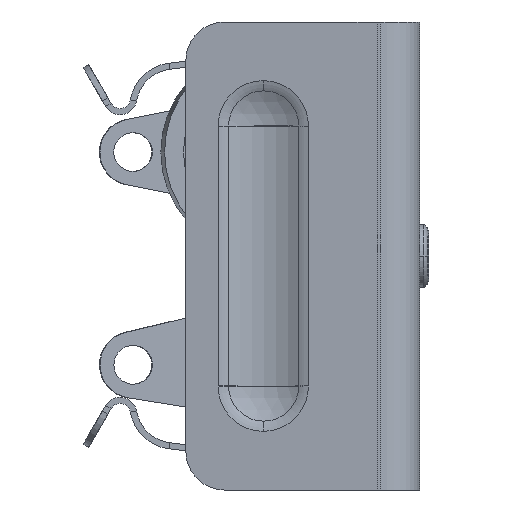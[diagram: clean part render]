
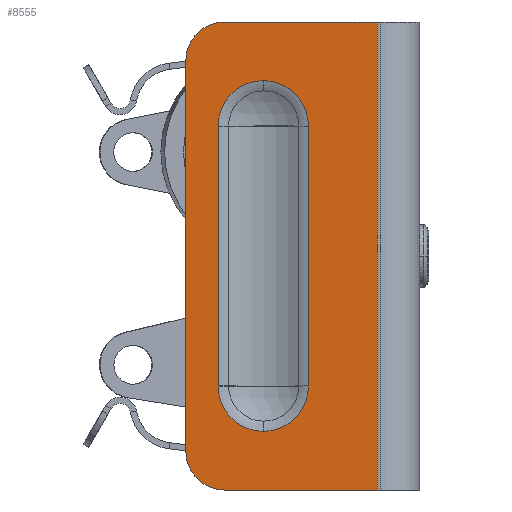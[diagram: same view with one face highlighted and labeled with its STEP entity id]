
A CAD part, left-side view. The second image highlights one B-rep face of the part: STEP entity #8555.
In plain terms, the highlighted planar face has unit normal (-0.996, 0.087, 0).
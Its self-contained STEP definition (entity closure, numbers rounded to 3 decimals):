
#1069 = AXIS2_PLACEMENT_3D ( 'NONE', #1082, #1083, #1085 ) ;
#1082 = CARTESIAN_POINT ( 'NONE',  ( -17.36, 1.25, -11.074 ) ) ;
#1083 = DIRECTION ( 'NONE',  ( 0.996, -0.087, 0. ) ) ;
#1085 = DIRECTION ( 'NONE',  ( 0., 0., 1. ) ) ;
#1092 = CIRCLE ( 'NONE', #1069, 2.769 ) ;
#1456 = CARTESIAN_POINT ( 'NONE',  ( -17.36, 1.25, 7.57 ) ) ;
#1674 = DIRECTION ( 'NONE',  ( 0.996, -0.087, 0. ) ) ;
#1675 = CARTESIAN_POINT ( 'NONE',  ( -17.36, 1.25, 4.801 ) ) ;
#1676 = AXIS2_PLACEMENT_3D ( 'NONE', #1675, #1674, #1677 ) ;
#1677 = DIRECTION ( 'NONE',  ( 0., 0., -1. ) ) ;
#1689 = CIRCLE ( 'NONE', #1676, 2.769 ) ;
#5077 = EDGE_CURVE ( 'NONE', #5360, #5189, #1092, .T. ) ;
#5189 = VERTEX_POINT ( 'NONE', #11472 ) ;
#5231 = VERTEX_POINT ( 'NONE', #11537 ) ;
#5360 = VERTEX_POINT ( 'NONE', #11976 ) ;
#5450 = VERTEX_POINT ( 'NONE', #1456 ) ;
#5460 = EDGE_CURVE ( 'NONE', #5450, #5231, #1689, .T. ) ;
#6635 = EDGE_CURVE ( 'NONE', #6735, #6775, #14305, .T. ) ;
#6735 = VERTEX_POINT ( 'NONE', #14404 ) ;
#6775 = VERTEX_POINT ( 'NONE', #14471 ) ;
#8500 = ORIENTED_EDGE ( 'NONE', *, *, #8509, .T. ) ;
#8508 = VERTEX_POINT ( 'NONE', #15090 ) ;
#8509 = EDGE_CURVE ( 'NONE', #12740, #5450, #15089, .T. ) ;
#8513 = EDGE_LOOP ( 'NONE', ( #8531, #8532, #8534, #8500, #8523, #8524 ) ) ;
#8518 = EDGE_CURVE ( 'NONE', #8508, #5360, #15143, .T. ) ;
#8523 = ORIENTED_EDGE ( 'NONE', *, *, #5460, .T. ) ;
#8524 = ORIENTED_EDGE ( 'NONE', *, *, #8567, .T. ) ;
#8525 = EDGE_LOOP ( 'NONE', ( #8556, #8557, #8558, #8564, #8565, #8540 ) ) ;
#8531 = ORIENTED_EDGE ( 'NONE', *, *, #8518, .T. ) ;
#8532 = ORIENTED_EDGE ( 'NONE', *, *, #5077, .T. ) ;
#8534 = ORIENTED_EDGE ( 'NONE', *, *, #8563, .T. ) ;
#8540 = ORIENTED_EDGE ( 'NONE', *, *, #12749, .T. ) ;
#8555 = ADVANCED_FACE ( 'NONE', ( #15211, #15210 ), #15252, .T. ) ;
#8556 = ORIENTED_EDGE ( 'NONE', *, *, #12950, .T. ) ;
#8557 = ORIENTED_EDGE ( 'NONE', *, *, #12241, .T. ) ;
#8558 = ORIENTED_EDGE ( 'NONE', *, *, #8559, .F. ) ;
#8559 = EDGE_CURVE ( 'NONE', #6775, #12347, #15251, .T. ) ;
#8563 = EDGE_CURVE ( 'NONE', #5189, #12740, #15279, .T. ) ;
#8564 = ORIENTED_EDGE ( 'NONE', *, *, #6635, .F. ) ;
#8565 = ORIENTED_EDGE ( 'NONE', *, *, #8566, .T. ) ;
#8566 = EDGE_CURVE ( 'NONE', #6735, #11094, #15271, .T. ) ;
#8567 = EDGE_CURVE ( 'NONE', #5231, #8508, #15267, .T. ) ;
#11094 = VERTEX_POINT ( 'NONE', #17294 ) ;
#11472 = CARTESIAN_POINT ( 'NONE',  ( -17.119, 4.008, -11.074 ) ) ;
#11537 = CARTESIAN_POINT ( 'NONE',  ( -17.601, -1.508, 4.801 ) ) ;
#11976 = CARTESIAN_POINT ( 'NONE',  ( -17.36, 1.25, -13.843 ) ) ;
#12203 = VERTEX_POINT ( 'NONE', #17388 ) ;
#12241 = EDGE_CURVE ( 'NONE', #12203, #12347, #17426, .T. ) ;
#12347 = VERTEX_POINT ( 'NONE', #17411 ) ;
#12455 = VERTEX_POINT ( 'NONE', #17445 ) ;
#12740 = VERTEX_POINT ( 'NONE', #17507 ) ;
#12749 = EDGE_CURVE ( 'NONE', #11094, #12455, #17501, .T. ) ;
#12950 = EDGE_CURVE ( 'NONE', #12455, #12203, #17564, .T. ) ;
#14301 = DIRECTION ( 'NONE',  ( 0., 0., -1. ) ) ;
#14302 = VECTOR ( 'NONE', #14301, 1000. ) ;
#14303 = CARTESIAN_POINT ( 'NONE',  ( -17.968, -5.698, 11.151 ) ) ;
#14305 = LINE ( 'NONE', #14303, #14302 ) ;
#14404 = CARTESIAN_POINT ( 'NONE',  ( -17.968, -5.698, 11.151 ) ) ;
#14471 = CARTESIAN_POINT ( 'NONE',  ( -17.968, -5.698, -17.424 ) ) ;
#15086 = DIRECTION ( 'NONE',  ( 0.996, -0.087, 0. ) ) ;
#15087 = CARTESIAN_POINT ( 'NONE',  ( -17.36, 1.25, 4.801 ) ) ;
#15088 = AXIS2_PLACEMENT_3D ( 'NONE', #15087, #15086, #15145 ) ;
#15089 = CIRCLE ( 'NONE', #15088, 2.769 ) ;
#15090 = CARTESIAN_POINT ( 'NONE',  ( -17.601, -1.508, -11.074 ) ) ;
#15139 = DIRECTION ( 'NONE',  ( 0., 0., 1. ) ) ;
#15140 = DIRECTION ( 'NONE',  ( 0.996, -0.087, 0. ) ) ;
#15141 = CARTESIAN_POINT ( 'NONE',  ( -17.36, 1.25, -11.074 ) ) ;
#15142 = AXIS2_PLACEMENT_3D ( 'NONE', #15141, #15140, #15139 ) ;
#15143 = CIRCLE ( 'NONE', #15142, 2.769 ) ;
#15145 = DIRECTION ( 'NONE',  ( 0., 0., -1. ) ) ;
#15210 = FACE_OUTER_BOUND ( 'NONE', #8525, .T. ) ;
#15211 = FACE_BOUND ( 'NONE', #8513, .T. ) ;
#15243 = DIRECTION ( 'NONE',  ( 0.087, 0.996, 0. ) ) ;
#15244 = VECTOR ( 'NONE', #15243, 1000. ) ;
#15245 = CARTESIAN_POINT ( 'NONE',  ( -17.968, -5.698, -17.424 ) ) ;
#15247 = DIRECTION ( 'NONE',  ( -0.087, -0.996, 0. ) ) ;
#15248 = DIRECTION ( 'NONE',  ( -0.996, 0.087, 0. ) ) ;
#15249 = CARTESIAN_POINT ( 'NONE',  ( -17.968, -5.698, 11.151 ) ) ;
#15250 = AXIS2_PLACEMENT_3D ( 'NONE', #15249, #15248, #15247 ) ;
#15251 = LINE ( 'NONE', #15245, #15244 ) ;
#15252 = PLANE ( 'NONE',  #15250 ) ;
#15267 = LINE ( 'NONE', #15317, #15316 ) ;
#15268 = DIRECTION ( 'NONE',  ( 0.087, 0.996, 0. ) ) ;
#15269 = VECTOR ( 'NONE', #15268, 1000. ) ;
#15270 = CARTESIAN_POINT ( 'NONE',  ( -17.968, -5.698, 11.151 ) ) ;
#15271 = LINE ( 'NONE', #15270, #15269 ) ;
#15272 = DIRECTION ( 'NONE',  ( 0., 0., 1. ) ) ;
#15273 = VECTOR ( 'NONE', #15272, 1000. ) ;
#15274 = CARTESIAN_POINT ( 'NONE',  ( -17.119, 4.008, -11.074 ) ) ;
#15279 = LINE ( 'NONE', #15274, #15273 ) ;
#15315 = DIRECTION ( 'NONE',  ( 0., 0., -1. ) ) ;
#15316 = VECTOR ( 'NONE', #15315, 1000. ) ;
#15317 = CARTESIAN_POINT ( 'NONE',  ( -17.601, -1.508, -11.074 ) ) ;
#17294 = CARTESIAN_POINT ( 'NONE',  ( -17.152, 3.628, 11.151 ) ) ;
#17388 = CARTESIAN_POINT ( 'NONE',  ( -16.946, 5.981, -15.062 ) ) ;
#17411 = CARTESIAN_POINT ( 'NONE',  ( -17.152, 3.628, -17.424 ) ) ;
#17419 = DIRECTION ( 'NONE',  ( -0.087, -0.996, 0. ) ) ;
#17420 = DIRECTION ( 'NONE',  ( -0.996, 0.087, 0. ) ) ;
#17421 = CARTESIAN_POINT ( 'NONE',  ( -17.152, 3.628, -15.062 ) ) ;
#17422 = AXIS2_PLACEMENT_3D ( 'NONE', #17421, #17420, #17419 ) ;
#17426 = CIRCLE ( 'NONE', #17422, 2.362 ) ;
#17445 = CARTESIAN_POINT ( 'NONE',  ( -16.946, 5.981, 8.789 ) ) ;
#17497 = DIRECTION ( 'NONE',  ( -0.087, -0.996, 0. ) ) ;
#17498 = DIRECTION ( 'NONE',  ( -0.996, 0.087, 0. ) ) ;
#17499 = CARTESIAN_POINT ( 'NONE',  ( -17.152, 3.628, 8.789 ) ) ;
#17500 = AXIS2_PLACEMENT_3D ( 'NONE', #17499, #17498, #17497 ) ;
#17501 = CIRCLE ( 'NONE', #17500, 2.362 ) ;
#17507 = CARTESIAN_POINT ( 'NONE',  ( -17.119, 4.008, 4.801 ) ) ;
#17561 = DIRECTION ( 'NONE',  ( 0., 0., -1. ) ) ;
#17562 = VECTOR ( 'NONE', #17561, 1000. ) ;
#17563 = CARTESIAN_POINT ( 'NONE',  ( -16.946, 5.981, 11.151 ) ) ;
#17564 = LINE ( 'NONE', #17563, #17562 ) ;
